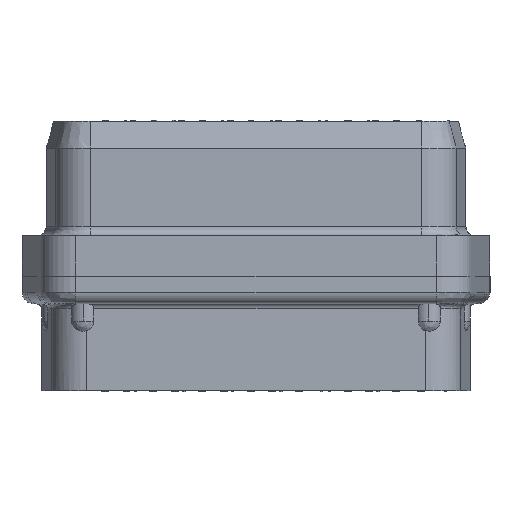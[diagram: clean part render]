
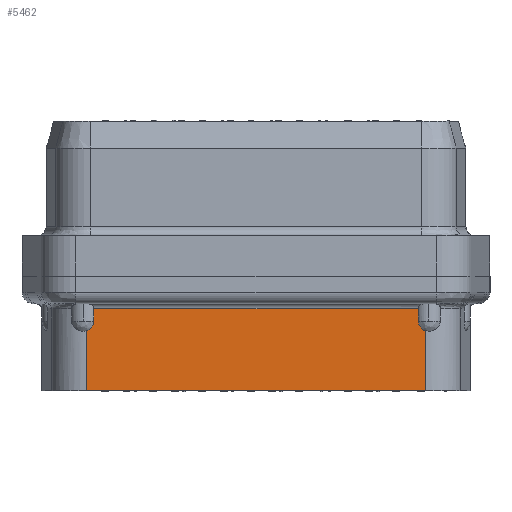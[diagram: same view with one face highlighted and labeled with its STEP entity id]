
A CAD part, front view. The second image highlights one B-rep face of the part: STEP entity #5462.
In plain terms, the highlighted planar face has unit normal (0, -1, 0).
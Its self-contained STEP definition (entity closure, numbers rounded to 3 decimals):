
#1525 = VECTOR ( 'NONE', #83498, 1000. ) ;
#2637 = VERTEX_POINT ( 'NONE', #8665 ) ;
#3778 = CARTESIAN_POINT ( 'NONE',  ( 138.915, 101.462, -3.02 ) ) ;
#4601 = CARTESIAN_POINT ( 'NONE',  ( 157.667, 101.463, -3.707 ) ) ;
#5462 = ADVANCED_FACE ( 'NONE', ( #33240 ), #97770, .F. ) ;
#6959 = LINE ( 'NONE', #49211, #29519 ) ;
#8665 = CARTESIAN_POINT ( 'NONE',  ( 138.915, 101.463, -7.65 ) ) ;
#9952 = VECTOR ( 'NONE', #20662, 1000. ) ;
#11673 = LINE ( 'NONE', #3778, #9952 ) ;
#14703 = VERTEX_POINT ( 'NONE', #4601 ) ;
#17620 = VERTEX_POINT ( 'NONE', #27950 ) ;
#18958 = LINE ( 'NONE', #51213, #1525 ) ;
#19444 = DIRECTION ( 'NONE',  ( 0., 1., 0. ) ) ;
#20662 = DIRECTION ( 'NONE',  ( -1., 0., 0. ) ) ;
#27950 = CARTESIAN_POINT ( 'NONE',  ( 158.085, 101.463, -7.65 ) ) ;
#28159 = DIRECTION ( 'NONE',  ( 0., 0., 1. ) ) ;
#29031 = CARTESIAN_POINT ( 'NONE',  ( 158.085, 101.463, -4.251 ) ) ;
#29519 = VECTOR ( 'NONE', #64043, 1000. ) ;
#29660 = EDGE_CURVE ( 'NONE', #87528, #81937, #102124, .T. ) ;
#29979 = CARTESIAN_POINT ( 'NONE',  ( 138.915, 101.463, -4.251 ) ) ;
#30059 = CARTESIAN_POINT ( 'NONE',  ( 157.859, 101.463, -4.148 ) ) ;
#31008 = CARTESIAN_POINT ( 'NONE',  ( 139.333, 101.463, -3.707 ) ) ;
#31602 = AXIS2_PLACEMENT_3D ( 'NONE', #91932, #19444, #60675 ) ;
#33240 = FACE_OUTER_BOUND ( 'NONE', #93861, .T. ) ;
#33477 = ORIENTED_EDGE ( 'NONE', *, *, #85556, .F. ) ;
#40123 = EDGE_CURVE ( 'NONE', #81937, #59699, #84194, .T. ) ;
#41823 = CARTESIAN_POINT ( 'NONE',  ( 157.667, 101.463, -3.02 ) ) ;
#42255 = VERTEX_POINT ( 'NONE', #41823 ) ;
#44270 = ORIENTED_EDGE ( 'NONE', *, *, #80227, .F. ) ;
#45032 = EDGE_CURVE ( 'NONE', #42255, #14703, #73098, .T. ) ;
#45424 = LINE ( 'NONE', #45932, #97615 ) ;
#45932 = CARTESIAN_POINT ( 'NONE',  ( 138.915, 101.463, -7.65 ) ) ;
#46013 = VECTOR ( 'NONE', #28159, 1000. ) ;
#49211 = CARTESIAN_POINT ( 'NONE',  ( 138.366, 101.463, -7.65 ) ) ;
#50433 = VERTEX_POINT ( 'NONE', #87854 ) ;
#51213 = CARTESIAN_POINT ( 'NONE',  ( 158.085, 101.463, -7.65 ) ) ;
#51881 = EDGE_CURVE ( 'NONE', #42255, #59699, #11673, .T. ) ;
#53548 = CARTESIAN_POINT ( 'NONE',  ( 139.333, 101.463, -3.707 ) ) ;
#54216 = CARTESIAN_POINT ( 'NONE',  ( 139.333, 101.463, -3.831 ) ) ;
#54851 = CARTESIAN_POINT ( 'NONE',  ( 139.333, 101.463, -3.02 ) ) ;
#59699 = VERTEX_POINT ( 'NONE', #54851 ) ;
#60222 = DIRECTION ( 'NONE',  ( 0., 0., 1. ) ) ;
#60675 = DIRECTION ( 'NONE',  ( 0., 0., 1. ) ) ;
#64043 = DIRECTION ( 'NONE',  ( -1., 0., 0. ) ) ;
#65665 = ORIENTED_EDGE ( 'NONE', *, *, #51881, .T. ) ;
#67411 = EDGE_CURVE ( 'NONE', #2637, #87528, #45424, .T. ) ;
#68925 = ORIENTED_EDGE ( 'NONE', *, *, #80281, .F. ) ;
#68975 = VECTOR ( 'NONE', #96349, 1000. ) ;
#69625 = ORIENTED_EDGE ( 'NONE', *, *, #29660, .F. ) ;
#70776 = CARTESIAN_POINT ( 'NONE',  ( 157.708, 101.463, -3.952 ) ) ;
#71256 = ORIENTED_EDGE ( 'NONE', *, *, #40123, .F. ) ;
#73098 = LINE ( 'NONE', #104314, #68975 ) ;
#76808 = ORIENTED_EDGE ( 'NONE', *, *, #45032, .F. ) ;
#77675 = CARTESIAN_POINT ( 'NONE',  ( 138.915, 101.463, -4.251 ) ) ;
#80227 = EDGE_CURVE ( 'NONE', #50433, #17620, #18958, .T. ) ;
#80281 = EDGE_CURVE ( 'NONE', #14703, #50433, #100994, .T. ) ;
#81937 = VERTEX_POINT ( 'NONE', #53548 ) ;
#83312 = ORIENTED_EDGE ( 'NONE', *, *, #67411, .F. ) ;
#83498 = DIRECTION ( 'NONE',  ( 0., 0., -1. ) ) ;
#84194 = LINE ( 'NONE', #86242, #46013 ) ;
#85050 = CARTESIAN_POINT ( 'NONE',  ( 157.667, 101.463, -3.831 ) ) ;
#85556 = EDGE_CURVE ( 'NONE', #17620, #2637, #6959, .T. ) ;
#86242 = CARTESIAN_POINT ( 'NONE',  ( 139.333, 101.463, -7.65 ) ) ;
#86494 = CARTESIAN_POINT ( 'NONE',  ( 139.292, 101.463, -3.952 ) ) ;
#87528 = VERTEX_POINT ( 'NONE', #77675 ) ;
#87854 = CARTESIAN_POINT ( 'NONE',  ( 158.085, 101.463, -4.251 ) ) ;
#91932 = CARTESIAN_POINT ( 'NONE',  ( 138.915, 101.463, -7.65 ) ) ;
#93861 = EDGE_LOOP ( 'NONE', ( #68925, #76808, #65665, #71256, #69625, #83312, #33477, #44270 ) ) ;
#94476 = CARTESIAN_POINT ( 'NONE',  ( 139.141, 101.463, -4.148 ) ) ;
#96349 = DIRECTION ( 'NONE',  ( 0., 0., -1. ) ) ;
#97615 = VECTOR ( 'NONE', #60222, 1000. ) ;
#97770 = PLANE ( 'NONE',  #31602 ) ;
#100914 = CARTESIAN_POINT ( 'NONE',  ( 157.965, 101.463, -4.219 ) ) ;
#100994 = B_SPLINE_CURVE_WITH_KNOTS ( 'NONE', 3,
 ( #102480, #85050, #70776, #30059, #100914, #29031 ),
 .UNSPECIFIED., .F., .F.,
 ( 4, 2, 4 ),
 ( 0., 0., 0.001 ),
 .UNSPECIFIED. ) ;
#102124 = B_SPLINE_CURVE_WITH_KNOTS ( 'NONE', 3,
 ( #29979, #103445, #94476, #86494, #54216, #31008 ),
 .UNSPECIFIED., .F., .F.,
 ( 4, 2, 4 ),
 ( 0., 0., 0.001 ),
 .UNSPECIFIED. ) ;
#102480 = CARTESIAN_POINT ( 'NONE',  ( 157.667, 101.463, -3.707 ) ) ;
#103445 = CARTESIAN_POINT ( 'NONE',  ( 139.035, 101.462, -4.219 ) ) ;
#104314 = CARTESIAN_POINT ( 'NONE',  ( 157.667, 101.463, -7.65 ) ) ;
